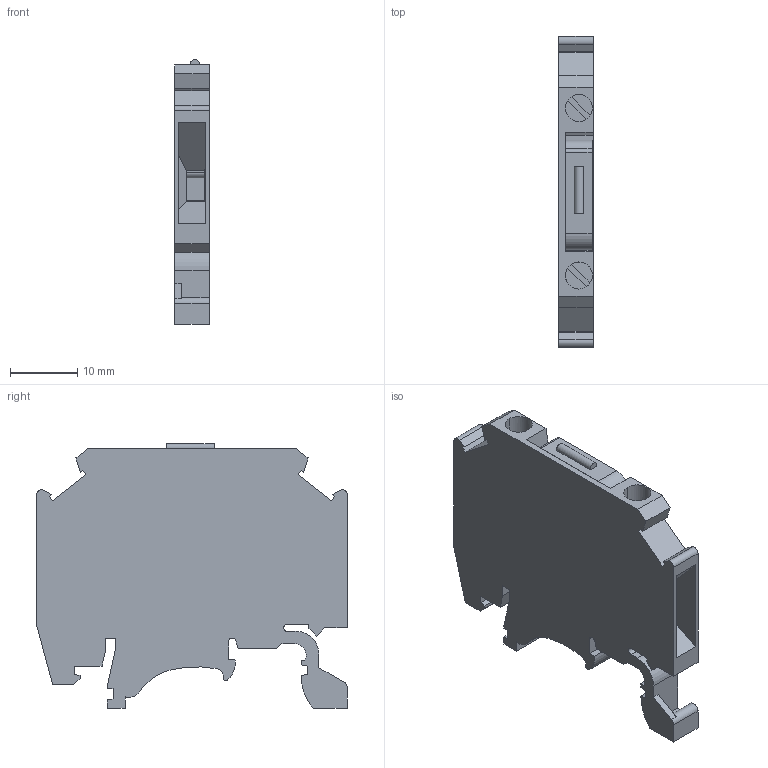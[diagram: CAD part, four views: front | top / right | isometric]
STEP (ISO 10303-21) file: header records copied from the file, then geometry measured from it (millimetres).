
FILE_DESCRIPTION(('Creo Elements/Direct Modeling STEP Export'),'2;1');
FILE_NAME('model.stp','2020-04-08T 0:15:39',(''),(''),'Creo Elements/Direct Modeling STEP processor for AP214 (Solid Model)','Creo Elements/Direct Modeling 20.1A 29-Sep-2018 (C) Parametric Technology GmbH','');
FILE_SCHEMA(('AUTOMOTIVE_DESIGN { 1 0 10303 214 1 1 1 1 }'));
Length unit declared in the file: millimetre
Products named in the file (2): MTK_select
Assembly tree (1 placements, depth 2):
  MTK_select
    MTK_select
Bounding box: 5.15 x 46.35 x 39.5 mm (x, y, z)
Volume: 6159.3 mm3; surface area: 5160.9 mm2
Topology: 1 solids, 1 shells, 181 faces, 509 edges, 337 vertices
Faces by surface type: plane 152, cylinder 29
Entity records: 7162 total; most frequent: ORIENTED_EDGE 1018, CARTESIAN_POINT 1007, DIRECTION 903, EDGE_CURVE 509, VECTOR 437, LINE 437, VERTEX_POINT 337, AXIS2_PLACEMENT_3D 233
